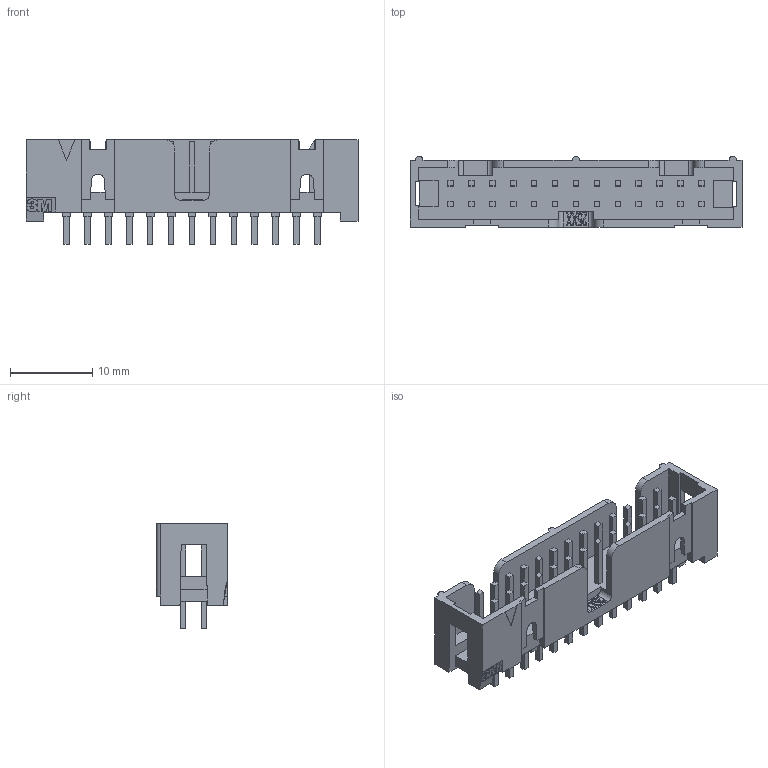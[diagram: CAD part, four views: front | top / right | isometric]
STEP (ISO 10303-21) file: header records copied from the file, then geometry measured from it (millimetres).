
FILE_DESCRIPTION((''),'2;1');
FILE_NAME('3M_N2526-6002RB.stp','2014-01-22T09:02:45',(''),(''),'Mechanical Desktop 2011','Mechanical Desktop 2011',', , ');
FILE_SCHEMA(('AUTOMOTIVE_DESIGN { 1 2 10303 214 1 1 1 1 }'));
Length unit declared in the file: millimetre
Products named in the file (1): Product
Bounding box: 40.34 x 8.64 x 12.75 mm (x, y, z)
Volume: 1291.8 mm3; surface area: 2827 mm2
Topology: 53 solids, 53 shells, 635 faces, 1503 edges, 998 vertices
Faces by surface type: plane 359, bspline 251, cylinder 25
Entity records: 18494 total; most frequent: CARTESIAN_POINT 4518, ORIENTED_EDGE 3006, DIRECTION 2289, EDGE_CURVE 1503, VECTOR 1419, LINE 1419, VERTEX_POINT 998, EDGE_LOOP 667
